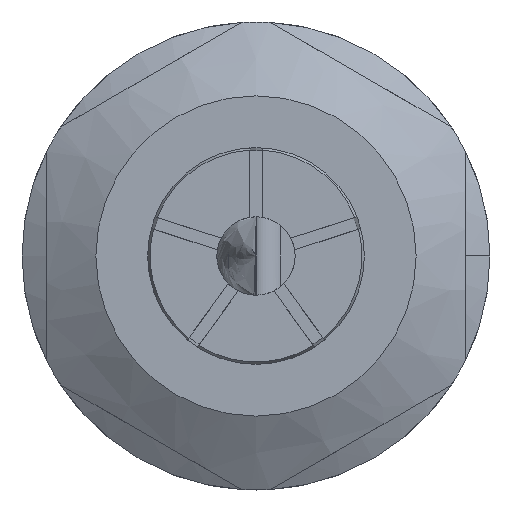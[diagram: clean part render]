
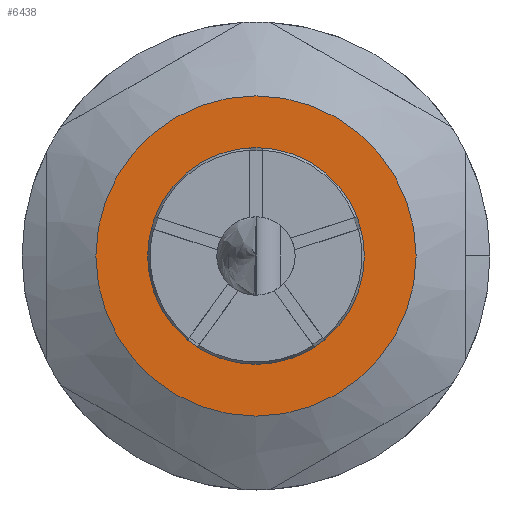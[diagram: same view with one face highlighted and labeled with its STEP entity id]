
A CAD part, front view. The second image highlights one B-rep face of the part: STEP entity #6438.
In plain terms, the highlighted planar face has unit normal (0, -1, 0).
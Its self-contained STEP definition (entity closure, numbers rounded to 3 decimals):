
#6438 = ADVANCED_FACE('',(#6439,#6479),#6452,.T.);
#6439 = FACE_BOUND('',#6440,.T.);
#6440 = EDGE_LOOP('',(#6441));
#6441 = ORIENTED_EDGE('',*,*,#6442,.T.);
#6442 = EDGE_CURVE('',#6443,#6443,#6445,.T.);
#6443 = VERTEX_POINT('',#6444);
#6444 = CARTESIAN_POINT('',(0.,0.,4.4));
#6445 = SURFACE_CURVE('',#6446,(#6451,#6467),.PCURVE_S1.);
#6446 = CIRCLE('',#6447,4.4);
#6447 = AXIS2_PLACEMENT_3D('',#6448,#6449,#6450);
#6448 = CARTESIAN_POINT('',(0.,0.,0.));
#6449 = DIRECTION('',(0.,1.,0.));
#6450 = DIRECTION('',(0.,0.,1.));
#6451 = PCURVE('',#6452,#6457);
#6452 = PLANE('',#6453);
#6453 = AXIS2_PLACEMENT_3D('',#6454,#6455,#6456);
#6454 = CARTESIAN_POINT('',(0.,0.,0.));
#6455 = DIRECTION('',(0.,-1.,0.));
#6456 = DIRECTION('',(0.,0.,-1.));
#6457 = DEFINITIONAL_REPRESENTATION('',(#6458),#6466);
#6458 = ( BOUNDED_CURVE() B_SPLINE_CURVE(2,(#6459,#6460,#6461,#6462,
#6463,#6464,#6465),.UNSPECIFIED.,.T.,.F.) B_SPLINE_CURVE_WITH_KNOTS((1,2
    ,2,2,2,1),(-2.094,0.,2.094,4.189,
6.283,8.378),.UNSPECIFIED.) CURVE() 
GEOMETRIC_REPRESENTATION_ITEM() RATIONAL_B_SPLINE_CURVE((1.,0.5,1.,0.5,
1.,0.5,1.)) REPRESENTATION_ITEM('') );
#6459 = CARTESIAN_POINT('',(-4.4,0.));
#6460 = CARTESIAN_POINT('',(-4.4,7.621));
#6461 = CARTESIAN_POINT('',(2.2,3.811));
#6462 = CARTESIAN_POINT('',(8.8,0.));
#6463 = CARTESIAN_POINT('',(2.2,-3.811));
#6464 = CARTESIAN_POINT('',(-4.4,-7.621));
#6465 = CARTESIAN_POINT('',(-4.4,0.));
#6466 = ( GEOMETRIC_REPRESENTATION_CONTEXT(2) 
PARAMETRIC_REPRESENTATION_CONTEXT() REPRESENTATION_CONTEXT('2D SPACE',''
  ) );
#6467 = PCURVE('',#6468,#6473);
#6468 = CONICAL_SURFACE('',#6469,5.843,0.524);
#6469 = AXIS2_PLACEMENT_3D('',#6470,#6471,#6472);
#6470 = CARTESIAN_POINT('',(0.,2.5,0.));
#6471 = DIRECTION('',(0.,1.,0.));
#6472 = DIRECTION('',(0.,0.,1.));
#6473 = DEFINITIONAL_REPRESENTATION('',(#6474),#6478);
#6474 = LINE('',#6475,#6476);
#6475 = CARTESIAN_POINT('',(0.,-2.5));
#6476 = VECTOR('',#6477,1.);
#6477 = DIRECTION('',(1.,-0.));
#6478 = ( GEOMETRIC_REPRESENTATION_CONTEXT(2) 
PARAMETRIC_REPRESENTATION_CONTEXT() REPRESENTATION_CONTEXT('2D SPACE',''
  ) );
#6479 = FACE_BOUND('',#6480,.T.);
#6480 = EDGE_LOOP('',(#6481));
#6481 = ORIENTED_EDGE('',*,*,#6482,.F.);
#6482 = EDGE_CURVE('',#6483,#6483,#6485,.T.);
#6483 = VERTEX_POINT('',#6484);
#6484 = CARTESIAN_POINT('',(0.,0.,6.5));
#6485 = SURFACE_CURVE('',#6486,(#6491,#6502),.PCURVE_S1.);
#6486 = CIRCLE('',#6487,6.5);
#6487 = AXIS2_PLACEMENT_3D('',#6488,#6489,#6490);
#6488 = CARTESIAN_POINT('',(0.,0.,0.));
#6489 = DIRECTION('',(0.,1.,0.));
#6490 = DIRECTION('',(0.,0.,1.));
#6491 = PCURVE('',#6452,#6492);
#6492 = DEFINITIONAL_REPRESENTATION('',(#6493),#6501);
#6493 = ( BOUNDED_CURVE() B_SPLINE_CURVE(2,(#6494,#6495,#6496,#6497,
#6498,#6499,#6500),.UNSPECIFIED.,.T.,.F.) B_SPLINE_CURVE_WITH_KNOTS((1,2
    ,2,2,2,1),(-2.094,0.,2.094,4.189,
6.283,8.378),.UNSPECIFIED.) CURVE() 
GEOMETRIC_REPRESENTATION_ITEM() RATIONAL_B_SPLINE_CURVE((1.,0.5,1.,0.5,
1.,0.5,1.)) REPRESENTATION_ITEM('') );
#6494 = CARTESIAN_POINT('',(-6.5,0.));
#6495 = CARTESIAN_POINT('',(-6.5,11.258));
#6496 = CARTESIAN_POINT('',(3.25,5.629));
#6497 = CARTESIAN_POINT('',(13.,0.));
#6498 = CARTESIAN_POINT('',(3.25,-5.629));
#6499 = CARTESIAN_POINT('',(-6.5,-11.258));
#6500 = CARTESIAN_POINT('',(-6.5,0.));
#6501 = ( GEOMETRIC_REPRESENTATION_CONTEXT(2) 
PARAMETRIC_REPRESENTATION_CONTEXT() REPRESENTATION_CONTEXT('2D SPACE',''
  ) );
#6502 = PCURVE('',#6503,#6508);
#6503 = CONICAL_SURFACE('',#6504,6.5,1.047);
#6504 = AXIS2_PLACEMENT_3D('',#6505,#6506,#6507);
#6505 = CARTESIAN_POINT('',(0.,0.,0.));
#6506 = DIRECTION('',(0.,1.,0.));
#6507 = DIRECTION('',(0.,0.,1.));
#6508 = DEFINITIONAL_REPRESENTATION('',(#6509),#6513);
#6509 = LINE('',#6510,#6511);
#6510 = CARTESIAN_POINT('',(0.,0.));
#6511 = VECTOR('',#6512,1.);
#6512 = DIRECTION('',(1.,0.));
#6513 = ( GEOMETRIC_REPRESENTATION_CONTEXT(2) 
PARAMETRIC_REPRESENTATION_CONTEXT() REPRESENTATION_CONTEXT('2D SPACE',''
  ) );
